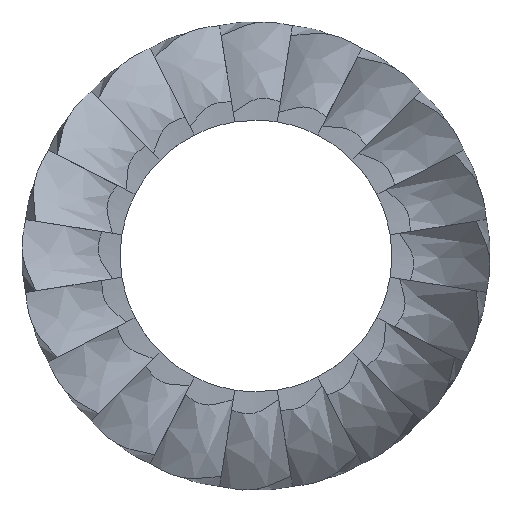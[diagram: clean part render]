
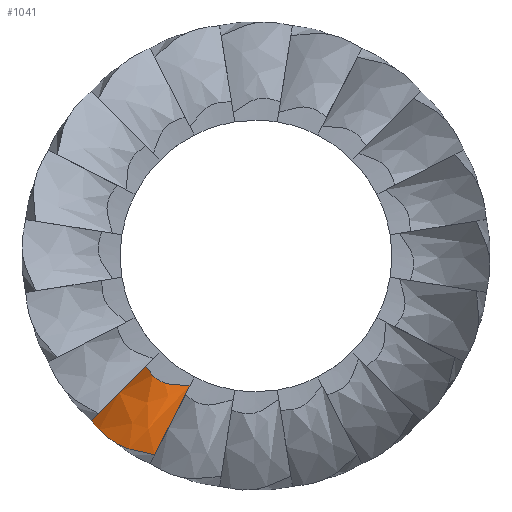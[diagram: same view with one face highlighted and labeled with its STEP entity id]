
A CAD part, front view. The second image highlights one B-rep face of the part: STEP entity #1041.
In plain terms, the highlighted free-form (B-spline) face has degree [3, 3] with [4, 5] control points.
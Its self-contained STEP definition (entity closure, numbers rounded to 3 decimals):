
#1 = VERTEX_POINT ( 'NONE', #1112 ) ;
#57 = CARTESIAN_POINT ( 'NONE',  ( -3.703, 0.134, -4.095 ) ) ;
#65 = VECTOR ( 'NONE', #3304, 1000. ) ;
#86 = ORIENTED_EDGE ( 'NONE', *, *, #4665, .T. ) ;
#167 = DIRECTION ( 'NONE',  ( -0.66, 0.359, -0.66 ) ) ;
#184 = CARTESIAN_POINT ( 'NONE',  ( -2.602, -0.35, -2.602 ) ) ;
#190 = B_SPLINE_CURVE_WITH_KNOTS ( 'NONE', 3,
 ( #2766, #1434, #1885, #57, #4570 ),
 .UNSPECIFIED., .F., .F.,
 ( 4, 1, 4 ),
 ( 0., 0.503, 1. ),
 .UNSPECIFIED. ) ;
#398 = CARTESIAN_POINT ( 'NONE',  ( -2.491, -0.341, -2.751 ) ) ;
#438 = CARTESIAN_POINT ( 'NONE',  ( -2.267, -0.322, -3.049 ) ) ;
#452 = CARTESIAN_POINT ( 'NONE',  ( -1.556, -0.35, -3.055 ) ) ;
#657 = EDGE_CURVE ( 'NONE', #814, #4768, #4404, .T. ) ;
#664 = CARTESIAN_POINT ( 'NONE',  ( -1.794, -0.341, -3.053 ) ) ;
#814 = VERTEX_POINT ( 'NONE', #4331 ) ;
#816 = CARTESIAN_POINT ( 'NONE',  ( -3.703, 0.134, -4.095 ) ) ;
#1041 = ADVANCED_FACE ( 'NONE', ( #2607 ), #2507, .T. ) ;
#1106 = CARTESIAN_POINT ( 'NONE',  ( -2.602, -0.35, -2.602 ) ) ;
#1112 = CARTESIAN_POINT ( 'NONE',  ( -2.39, -1.009, -4.69 ) ) ;
#1190 = EDGE_CURVE ( 'NONE', #4768, #1456, #3736, .T. ) ;
#1234 = CARTESIAN_POINT ( 'NONE',  ( -3.299, -0.024, -3.647 ) ) ;
#1250 = VERTEX_POINT ( 'NONE', #4097 ) ;
#1348 = CARTESIAN_POINT ( 'NONE',  ( -1.794, -0.341, -3.053 ) ) ;
#1353 = B_SPLINE_CURVE_WITH_KNOTS ( 'NONE', 3,
 ( #5128, #664, #1591, #1977, #1106 ),
 .UNSPECIFIED., .F., .F.,
 ( 4, 1, 4 ),
 ( 0., 0.503, 1. ),
 .UNSPECIFIED. ) ;
#1434 = CARTESIAN_POINT ( 'NONE',  ( -2.704, -0.771, -4.63 ) ) ;
#1456 = VERTEX_POINT ( 'NONE', #1950 ) ;
#1532 = CARTESIAN_POINT ( 'NONE',  ( -2.602, -0.35, -2.602 ) ) ;
#1536 = ORIENTED_EDGE ( 'NONE', *, *, #1190, .T. ) ;
#1591 = CARTESIAN_POINT ( 'NONE',  ( -2.267, -0.322, -3.049 ) ) ;
#1669 = CARTESIAN_POINT ( 'NONE',  ( -2.097, -0.484, -3.578 ) ) ;
#1726 = EDGE_LOOP ( 'NONE', ( #4185, #86, #4560, #1536, #3546 ) ) ;
#1779 = EDGE_CURVE ( 'NONE', #1250, #1, #5427, .T. ) ;
#1885 = CARTESIAN_POINT ( 'NONE',  ( -3.328, -0.3, -4.51 ) ) ;
#1950 = CARTESIAN_POINT ( 'NONE',  ( -3.889, 0.35, -3.889 ) ) ;
#1977 = CARTESIAN_POINT ( 'NONE',  ( -2.491, -0.341, -2.751 ) ) ;
#2108 = CARTESIAN_POINT ( 'NONE',  ( -2.895, -0.182, -3.199 ) ) ;
#2230 = DIRECTION ( 'NONE',  ( -0.427, -0.338, -0.839 ) ) ;
#2330 = VECTOR ( 'NONE', #167, 1000. ) ;
#2505 = EDGE_CURVE ( 'NONE', #1, #1456, #190, .T. ) ;
#2507 = B_SPLINE_SURFACE_WITH_KNOTS ( 'NONE', 3, 3, ( 
 ( #2621, #4881, #3509, #816, #3012 ),
 ( #3978, #3921, #4448, #1234, #3077 ),
 ( #4381, #1669, #4841, #2108, #5304 ),
 ( #3147, #1348, #438, #398, #4039 ) ),
 .UNSPECIFIED., .F., .F., .F.,
 ( 4, 4 ),
 ( 4, 1, 4 ),
 ( 0., 1. ),
 ( 0., 0.503, 1. ),
 .UNSPECIFIED. ) ;
#2607 = FACE_OUTER_BOUND ( 'NONE', #1726, .T. ) ;
#2621 = CARTESIAN_POINT ( 'NONE',  ( -2.39, -1.009, -4.69 ) ) ;
#2637 = VECTOR ( 'NONE', #2230, 1000. ) ;
#2657 = CARTESIAN_POINT ( 'NONE',  ( -3.223, -0.012, -3.223 ) ) ;
#2766 = CARTESIAN_POINT ( 'NONE',  ( -2.39, -1.009, -4.69 ) ) ;
#3012 = CARTESIAN_POINT ( 'NONE',  ( -3.889, 0.35, -3.889 ) ) ;
#3077 = CARTESIAN_POINT ( 'NONE',  ( -3.46, 0.117, -3.46 ) ) ;
#3147 = CARTESIAN_POINT ( 'NONE',  ( -1.556, -0.35, -3.055 ) ) ;
#3304 = DIRECTION ( 'NONE',  ( -0.66, 0.359, -0.66 ) ) ;
#3509 = CARTESIAN_POINT ( 'NONE',  ( -3.328, -0.3, -4.51 ) ) ;
#3546 = ORIENTED_EDGE ( 'NONE', *, *, #2505, .F. ) ;
#3736 = LINE ( 'NONE', #184, #2330 ) ;
#3921 = CARTESIAN_POINT ( 'NONE',  ( -2.401, -0.628, -4.104 ) ) ;
#3978 = CARTESIAN_POINT ( 'NONE',  ( -2.112, -0.789, -4.145 ) ) ;
#4039 = CARTESIAN_POINT ( 'NONE',  ( -2.602, -0.35, -2.602 ) ) ;
#4097 = CARTESIAN_POINT ( 'NONE',  ( -1.556, -0.35, -3.055 ) ) ;
#4185 = ORIENTED_EDGE ( 'NONE', *, *, #1779, .F. ) ;
#4331 = CARTESIAN_POINT ( 'NONE',  ( -2.602, -0.35, -2.602 ) ) ;
#4381 = CARTESIAN_POINT ( 'NONE',  ( -1.834, -0.57, -3.6 ) ) ;
#4404 = LINE ( 'NONE', #1532, #65 ) ;
#4448 = CARTESIAN_POINT ( 'NONE',  ( -2.974, -0.307, -4.023 ) ) ;
#4560 = ORIENTED_EDGE ( 'NONE', *, *, #657, .T. ) ;
#4570 = CARTESIAN_POINT ( 'NONE',  ( -3.889, 0.35, -3.889 ) ) ;
#4665 = EDGE_CURVE ( 'NONE', #1250, #814, #1353, .T. ) ;
#4768 = VERTEX_POINT ( 'NONE', #2657 ) ;
#4841 = CARTESIAN_POINT ( 'NONE',  ( -2.621, -0.315, -3.536 ) ) ;
#4881 = CARTESIAN_POINT ( 'NONE',  ( -2.704, -0.771, -4.63 ) ) ;
#5128 = CARTESIAN_POINT ( 'NONE',  ( -1.556, -0.35, -3.055 ) ) ;
#5304 = CARTESIAN_POINT ( 'NONE',  ( -3.031, -0.117, -3.031 ) ) ;
#5427 = LINE ( 'NONE', #452, #2637 ) ;
